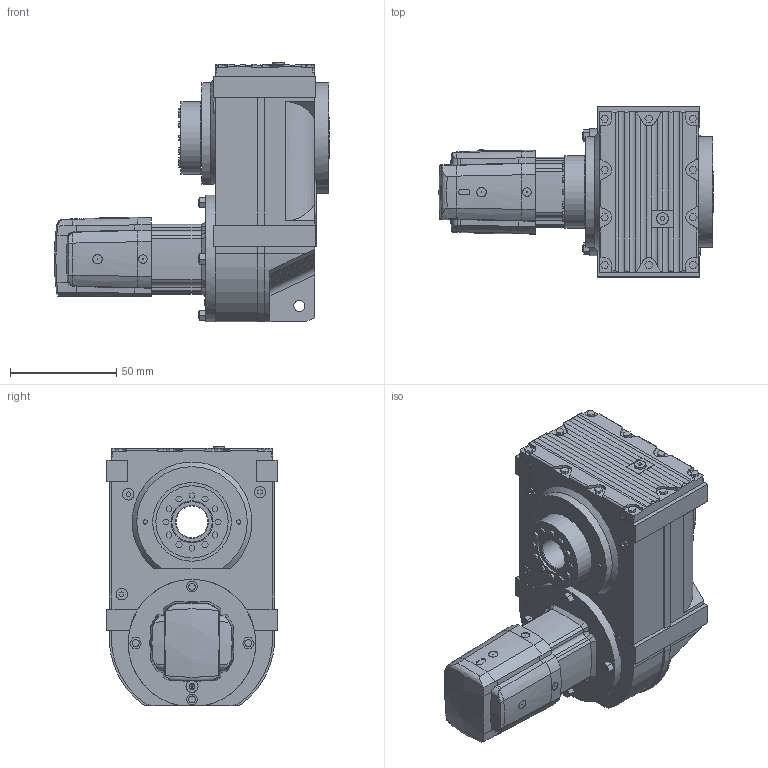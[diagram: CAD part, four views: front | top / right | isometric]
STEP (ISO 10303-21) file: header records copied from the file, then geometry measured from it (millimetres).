
FILE_DESCRIPTION(/* description */ (''),/* implementation_level */ '2;1');
FILE_NAME(/* name */ 'SEW-FH97_miniatur.stp',/* time_stamp */ '2026-02-20T20:20:44+01:00',/* author */ ('marku'),/* organization */ (''),/* preprocessor_version */ 'ST-DEVELOPER v20.1',/* originating_system */ 'Autodesk Inventor 2026',/* authorisation */ '');
FILE_SCHEMA (('CONFIG_CONTROL_DESIGN'));
Length unit declared in the file: millimetre
Products named in the file (1): SEW-FH97_miniatur
Bounding box: 128.99 x 80 x 122.1 mm (x, y, z)
Volume: 500646.7 mm3; surface area: 54745.7 mm2
Topology: 1 solids, 4 shells, 739 faces, 1892 edges, 1249 vertices
Faces by surface type: plane 483, cylinder 172, cone 44, bspline 32, torus 5, sphere 3
Full cylindrical faces by diameter (mm): 0.4 x18, 2 x2, 2.8 x1, 3.2 x4, 3.56 x1, 4 x3, 4.4 x3, 5.2 x1, 5.4 x5, 5.6 x1, 5.65 x1, 15 x2, 15.2 x1, 18.998 x2, 19 x4, 19.8 x2, 23.6 x1, 34 x1, 37 x1
Entity records: 23216 total; most frequent: CARTESIAN_POINT 5150, ORIENTED_EDGE 3784, DIRECTION 3638, EDGE_CURVE 1892, LINE 1298, VECTOR 1298, VERTEX_POINT 1249, AXIS2_PLACEMENT_3D 1170
